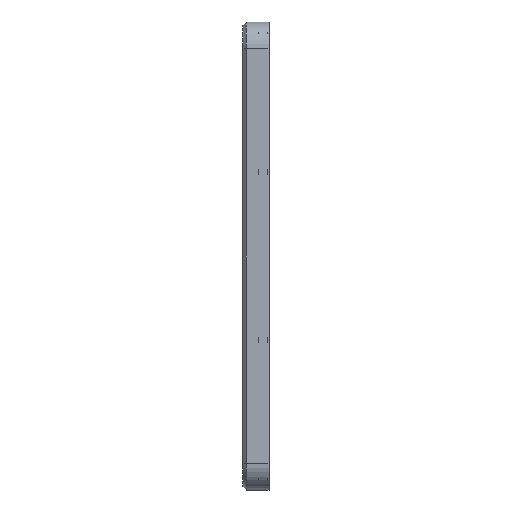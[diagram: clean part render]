
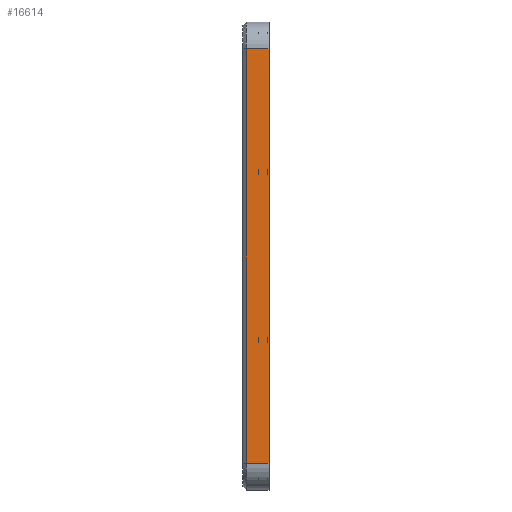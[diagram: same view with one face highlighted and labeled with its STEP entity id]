
A CAD part, left-side view. The second image highlights one B-rep face of the part: STEP entity #16614.
In plain terms, the highlighted planar face has unit normal (-1, 0, 0).
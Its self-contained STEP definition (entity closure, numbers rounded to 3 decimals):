
#1150=FACE_OUTER_BOUND('',#2200,.T.);
#2200=EDGE_LOOP('',(#13110,#13111,#13112,#13113));
#3953=LINE('',#26112,#5920);
#4160=LINE('',#26621,#6127);
#4161=LINE('',#26623,#6128);
#4162=LINE('',#26624,#6129);
#5920=VECTOR('',#20736,1000.);
#6127=VECTOR('',#21083,1000.);
#6128=VECTOR('',#21084,1000.);
#6129=VECTOR('',#21085,1000.);
#8082=VERTEX_POINT('',#26110);
#8083=VERTEX_POINT('',#26111);
#8315=VERTEX_POINT('',#26620);
#8316=VERTEX_POINT('',#26622);
#9891=EDGE_CURVE('',#8082,#8083,#3953,.T.);
#10152=EDGE_CURVE('',#8083,#8315,#4160,.T.);
#10153=EDGE_CURVE('',#8315,#8316,#4161,.T.);
#10154=EDGE_CURVE('',#8316,#8082,#4162,.T.);
#13110=ORIENTED_EDGE('',*,*,#10152,.T.);
#13111=ORIENTED_EDGE('',*,*,#10153,.T.);
#13112=ORIENTED_EDGE('',*,*,#10154,.T.);
#13113=ORIENTED_EDGE('',*,*,#9891,.T.);
#15881=PLANE('',#17868);
#16614=ADVANCED_FACE('',(#1150),#15881,.T.);
#17868=AXIS2_PLACEMENT_3D('',#26619,#21081,#21082);
#20736=DIRECTION('',(0.,0.,1.));
#21081=DIRECTION('center_axis',(-1.,0.,0.));
#21082=DIRECTION('ref_axis',(0.,0.,1.));
#21083=DIRECTION('',(0.,1.,0.));
#21084=DIRECTION('',(0.,0.,-1.));
#21085=DIRECTION('',(0.,-1.,0.));
#26110=CARTESIAN_POINT('',(-184.136,-7.75,-61.808));
#26111=CARTESIAN_POINT('',(-184.136,-7.75,61.808));
#26112=CARTESIAN_POINT('',(-184.136,-7.75,-69.745));
#26619=CARTESIAN_POINT('Origin',(-184.136,-7.75,-69.745));
#26620=CARTESIAN_POINT('',(-184.136,-1.,61.808));
#26621=CARTESIAN_POINT('',(-184.136,-7.75,61.808));
#26622=CARTESIAN_POINT('',(-184.136,-1.,-61.808));
#26623=CARTESIAN_POINT('',(-184.136,-1.,-69.745));
#26624=CARTESIAN_POINT('',(-184.136,-7.75,-61.808));
